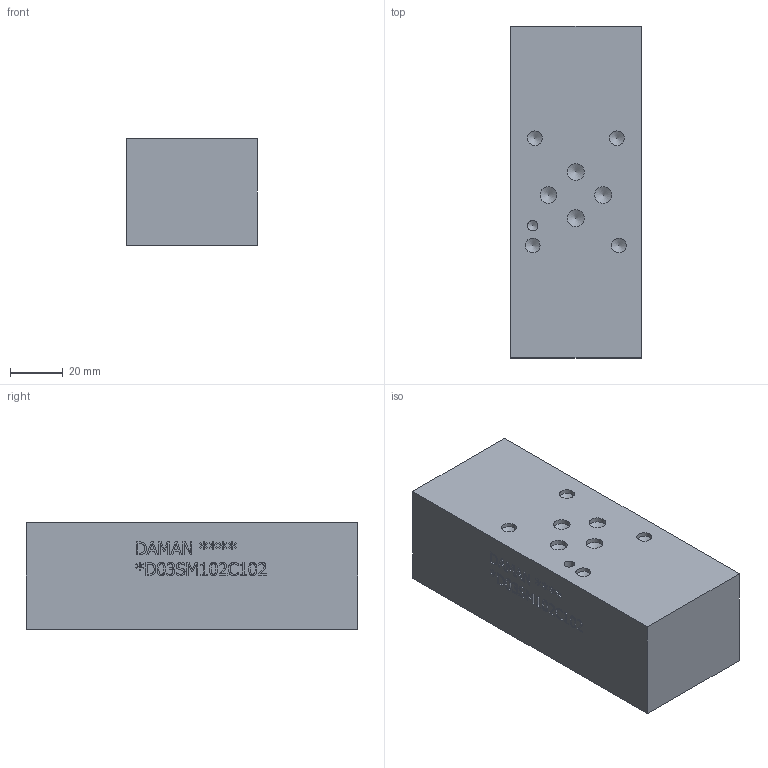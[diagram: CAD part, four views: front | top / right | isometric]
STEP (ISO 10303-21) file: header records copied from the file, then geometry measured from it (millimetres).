
FILE_DESCRIPTION(/* description */ (''),/* implementation_level */ '2;1');
FILE_NAME(/* name */ '_D03SM102C102.stp',/* time_stamp */ '2020-08-17T15:08:45-04:00',/* author */ ('stevenb'),/* organization */ (''),/* preprocessor_version */ 'ST-DEVELOPER v17',/* originating_system */ 'Autodesk Inventor 2019',/* authorisation */ '');
FILE_SCHEMA (('AUTOMOTIVE_DESIGN { 1 0 10303 214 3 1 1 }'));
Length unit declared in the file: millimetre
Products named in the file (1): _D03SM102C102
Bounding box: 49.1 x 125.22 x 40.13 mm (x, y, z)
Volume: 233249.8 mm3; surface area: 29723.3 mm2
Topology: 1 solids, 1 shells, 426 faces, 1194 edges, 805 vertices
Faces by surface type: plane 249, bspline 127, cylinder 27, cone 23
Full cylindrical faces by diameter (mm): 3.175 x1, 3.962 x1, 5.563 x8, 6.35 x9, 12.7 x4, 15.9 x1, 20.625 x1, 22.225 x1, 30.15 x1
Entity records: 14626 total; most frequent: CARTESIAN_POINT 4058, ORIENTED_EDGE 2350, DIRECTION 1629, EDGE_CURVE 1175, LINE 813, VECTOR 813, VERTEX_POINT 805, EDGE_LOOP 480
